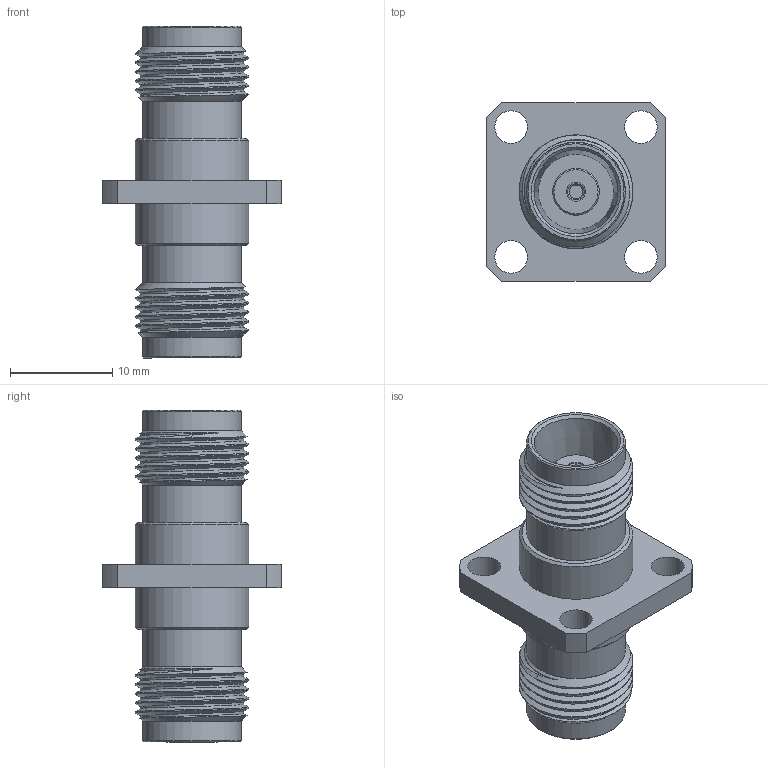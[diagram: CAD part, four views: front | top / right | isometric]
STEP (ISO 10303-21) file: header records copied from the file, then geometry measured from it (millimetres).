
FILE_DESCRIPTION (( 'STEP AP203' ), '1' );
FILE_NAME ('FMAD1242.step', '2020-05-07T14:34:37', ( '' ), ( '' ), 'SwSTEP 2.0', 'SolidWorks 2018', '' );
FILE_SCHEMA (( 'CONFIG_CONTROL_DESIGN' ));
Length unit declared in the file: inch
Products named in the file (1): FMAD1242
Bounding box: 17.5 x 17.5 x 32.5 mm (x, y, z)
Volume: 2514.2 mm3; surface area: 2552.8 mm2
Topology: 1 solids, 1 shells, 130 faces, 317 edges, 203 vertices
Faces by surface type: plane 68, cylinder 30, cone 26, bspline 6
Full cylindrical faces by diameter (mm): 1.346 x2, 1.854 x2, 3.2 x4, 4.572 x2, 9.652 x4, 11.112 x2
Entity records: 6637 total; most frequent: CARTESIAN_POINT 3889, DIRECTION 546, ORIENTED_EDGE 520, EDGE_CURVE 260, AXIS2_PLACEMENT_3D 225, VERTEX_POINT 180, EDGE_LOOP 178, FACE_OUTER_BOUND 142
